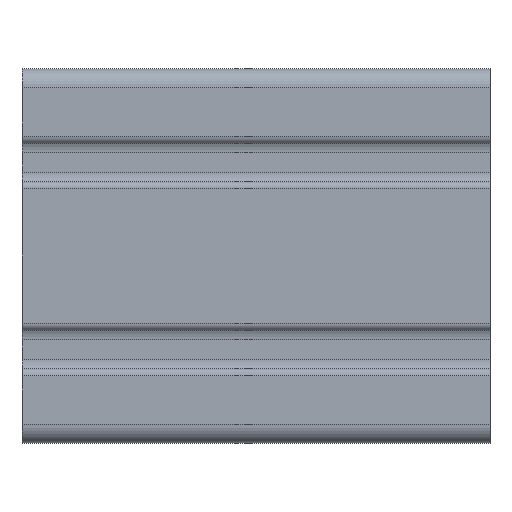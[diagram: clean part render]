
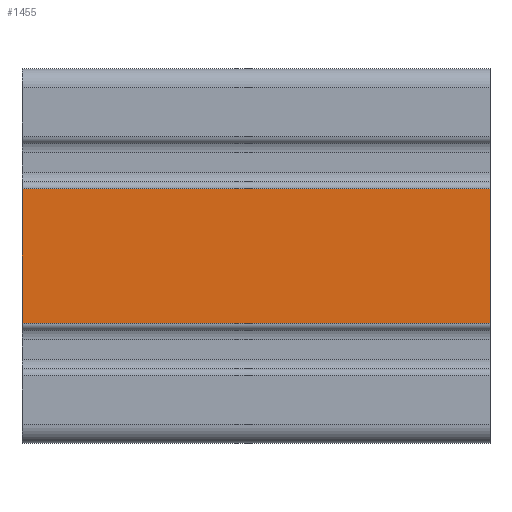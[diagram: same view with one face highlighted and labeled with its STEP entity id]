
A CAD part, left-side view. The second image highlights one B-rep face of the part: STEP entity #1455.
In plain terms, the highlighted planar face has unit normal (-1, 0, 0).
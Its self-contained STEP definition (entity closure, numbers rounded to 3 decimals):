
#1455 = ADVANCED_FACE( '', ( #2969 ), #2970, .T. );
#2969 = FACE_OUTER_BOUND( '', #4500, .T. );
#2970 = PLANE( '', #4501 );
#4500 = EDGE_LOOP( '', ( #9294, #9295, #9296, #9297 ) );
#4501 = AXIS2_PLACEMENT_3D( '', #9298, #9299, #9300 );
#9294 = ORIENTED_EDGE( '', *, *, #11186, .F. );
#9295 = ORIENTED_EDGE( '', *, *, #9533, .F. );
#9296 = ORIENTED_EDGE( '', *, *, #10199, .T. );
#9297 = ORIENTED_EDGE( '', *, *, #9871, .T. );
#9298 = CARTESIAN_POINT( '', ( -40., 100., -14.4 ) );
#9299 = DIRECTION( '', ( -1., 0., 0. ) );
#9300 = DIRECTION( '', ( 0., 0., 1. ) );
#9533 = EDGE_CURVE( '', #11520, #11516, #11522, .T. );
#9871 = EDGE_CURVE( '', #12112, #12109, #12113, .T. );
#10199 = EDGE_CURVE( '', #11520, #12112, #12703, .T. );
#11186 = EDGE_CURVE( '', #11516, #12109, #14112, .T. );
#11516 = VERTEX_POINT( '', #14481 );
#11520 = VERTEX_POINT( '', #14486 );
#11522 = LINE( '', #14488, #14489 );
#12109 = VERTEX_POINT( '', #15253 );
#12112 = VERTEX_POINT( '', #15256 );
#12113 = LINE( '', #15257, #15258 );
#12703 = LINE( '', #15980, #15981 );
#14112 = LINE( '', #17832, #17833 );
#14481 = CARTESIAN_POINT( '', ( -40., 0., 14.4 ) );
#14486 = CARTESIAN_POINT( '', ( -40., 100., 14.4 ) );
#14488 = CARTESIAN_POINT( '', ( -40., 100., 14.4 ) );
#14489 = VECTOR( '', #18263, 1000. );
#15253 = CARTESIAN_POINT( '', ( -40., 0., -14.4 ) );
#15256 = CARTESIAN_POINT( '', ( -40., 100., -14.4 ) );
#15257 = CARTESIAN_POINT( '', ( -40., 100., -14.4 ) );
#15258 = VECTOR( '', #18708, 1000. );
#15980 = CARTESIAN_POINT( '', ( -40., 100., -14.4 ) );
#15981 = VECTOR( '', #19390, 1000. );
#17832 = CARTESIAN_POINT( '', ( -40., 0., -14.4 ) );
#17833 = VECTOR( '', #20685, 1000. );
#18263 = DIRECTION( '', ( 0., -1., 0. ) );
#18708 = DIRECTION( '', ( 0., -1., 0. ) );
#19390 = DIRECTION( '', ( 0., 0., -1. ) );
#20685 = DIRECTION( '', ( 0., 0., -1. ) );
